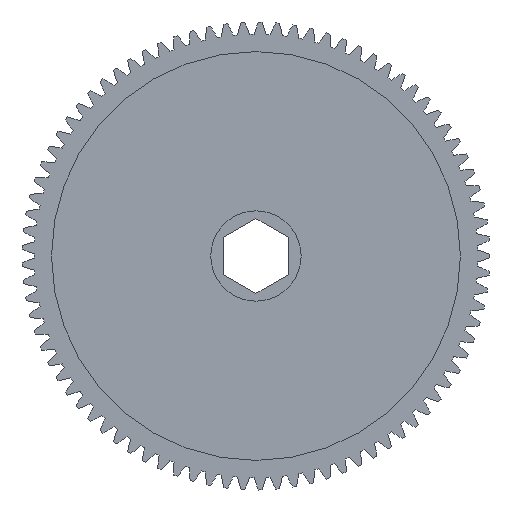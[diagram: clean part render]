
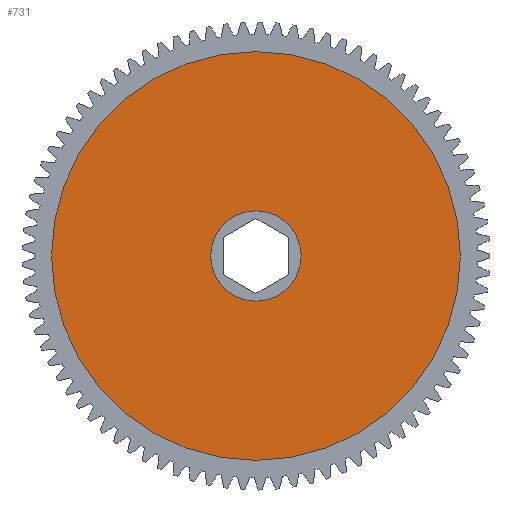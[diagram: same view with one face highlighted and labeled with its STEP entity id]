
A CAD part, left-side view. The second image highlights one B-rep face of the part: STEP entity #731.
In plain terms, the highlighted planar face has unit normal (-1, 0, 0).
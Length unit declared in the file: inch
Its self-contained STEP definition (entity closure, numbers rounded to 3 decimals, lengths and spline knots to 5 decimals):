
#105 = CARTESIAN_POINT ( 'NONE',  ( 0.2, 0., 0.2625 ) ) ;
#225 = VERTEX_POINT ( 'NONE', #9370 ) ;
#579 = DIRECTION ( 'NONE',  ( 1., 0., 0. ) ) ;
#624 = CARTESIAN_POINT ( 'NONE',  ( 0.2, 0., 0. ) ) ;
#731 = ADVANCED_FACE ( 'NONE', ( #1133, #6397 ), #4330, .F. ) ;
#1133 = FACE_OUTER_BOUND ( 'NONE', #1956, .T. ) ;
#1241 = ORIENTED_EDGE ( 'NONE', *, *, #12445, .F. ) ;
#1537 = ORIENTED_EDGE ( 'NONE', *, *, #9058, .F. ) ;
#1660 = CIRCLE ( 'NONE', #4304, 1.1875 ) ;
#1690 = ORIENTED_EDGE ( 'NONE', *, *, #6872, .T. ) ;
#1746 = CIRCLE ( 'NONE', #8508, 0.2625 ) ;
#1875 = ORIENTED_EDGE ( 'NONE', *, *, #11127, .T. ) ;
#1956 = EDGE_LOOP ( 'NONE', ( #1241, #1537 ) ) ;
#2247 = VERTEX_POINT ( 'NONE', #4420 ) ;
#2451 = DIRECTION ( 'NONE',  ( 0., 0., -1. ) ) ;
#2515 = AXIS2_PLACEMENT_3D ( 'NONE', #624, #579, #11518 ) ;
#2902 = DIRECTION ( 'NONE',  ( 1., 0., 0. ) ) ;
#3221 = CARTESIAN_POINT ( 'NONE',  ( 0.2, 0., 0. ) ) ;
#3552 = EDGE_LOOP ( 'NONE', ( #1690, #1875 ) ) ;
#3757 = AXIS2_PLACEMENT_3D ( 'NONE', #4298, #4246, #4229 ) ;
#3809 = DIRECTION ( 'NONE',  ( 1., 0., 0. ) ) ;
#4229 = DIRECTION ( 'NONE',  ( 0., 0., -1. ) ) ;
#4246 = DIRECTION ( 'NONE',  ( 1., 0., 0. ) ) ;
#4298 = CARTESIAN_POINT ( 'NONE',  ( 0.2, 0., 0. ) ) ;
#4304 = AXIS2_PLACEMENT_3D ( 'NONE', #3221, #2902, #2451 ) ;
#4330 = PLANE ( 'NONE',  #3757 ) ;
#4374 = CIRCLE ( 'NONE', #2515, 0.2625 ) ;
#4420 = CARTESIAN_POINT ( 'NONE',  ( 0.2, 0., -0.2625 ) ) ;
#4930 = VERTEX_POINT ( 'NONE', #105 ) ;
#5648 = DIRECTION ( 'NONE',  ( 0., 0., -1. ) ) ;
#5704 = DIRECTION ( 'NONE',  ( 0., 0., -1. ) ) ;
#5732 = CARTESIAN_POINT ( 'NONE',  ( 0.2, 0., 0. ) ) ;
#5733 = DIRECTION ( 'NONE',  ( 1., 0., 0. ) ) ;
#5756 = CARTESIAN_POINT ( 'NONE',  ( 0.2, 0., 0. ) ) ;
#6397 = FACE_BOUND ( 'NONE', #3552, .T. ) ;
#6872 = EDGE_CURVE ( 'NONE', #2247, #4930, #1746, .T. ) ;
#7392 = CIRCLE ( 'NONE', #12487, 1.1875 ) ;
#8039 = VERTEX_POINT ( 'NONE', #8954 ) ;
#8508 = AXIS2_PLACEMENT_3D ( 'NONE', #5732, #3809, #5704 ) ;
#8954 = CARTESIAN_POINT ( 'NONE',  ( 0.2, 0., 1.1875 ) ) ;
#9058 = EDGE_CURVE ( 'NONE', #225, #8039, #7392, .T. ) ;
#9370 = CARTESIAN_POINT ( 'NONE',  ( 0.2, 0., -1.1875 ) ) ;
#11127 = EDGE_CURVE ( 'NONE', #4930, #2247, #4374, .T. ) ;
#11518 = DIRECTION ( 'NONE',  ( 0., 0., -1. ) ) ;
#12445 = EDGE_CURVE ( 'NONE', #8039, #225, #1660, .T. ) ;
#12487 = AXIS2_PLACEMENT_3D ( 'NONE', #5756, #5733, #5648 ) ;
